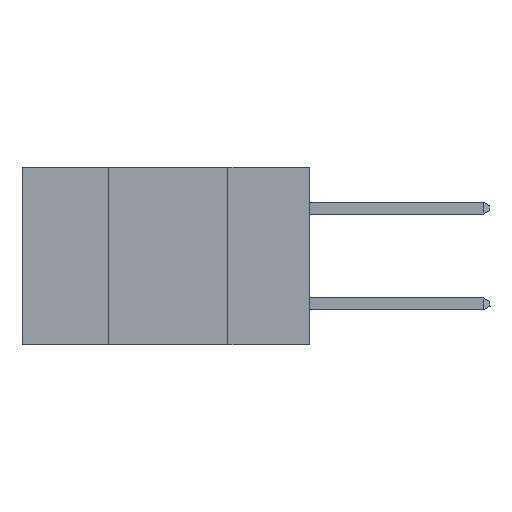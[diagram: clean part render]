
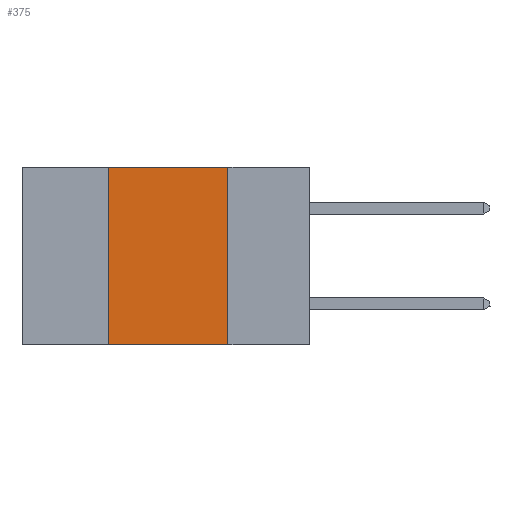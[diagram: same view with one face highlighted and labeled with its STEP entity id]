
A CAD part, left-side view. The second image highlights one B-rep face of the part: STEP entity #375.
In plain terms, the highlighted planar face has unit normal (-1, 0, 0).
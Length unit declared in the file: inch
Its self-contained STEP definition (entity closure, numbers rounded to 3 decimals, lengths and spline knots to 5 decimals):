
#246 = VERTEX_POINT ( 'NONE', #974 ) ;
#322 = EDGE_CURVE ( 'NONE', #5198, #13974, #12123, .T. ) ;
#375 = ADVANCED_FACE ( 'NONE', ( #4050 ), #713, .F. ) ;
#713 = PLANE ( 'NONE',  #12427 ) ;
#974 = CARTESIAN_POINT ( 'NONE',  ( 0., 0.42, -0.37 ) ) ;
#1147 = CARTESIAN_POINT ( 'NONE',  ( 0., 0.42, 0. ) ) ;
#2231 = EDGE_CURVE ( 'NONE', #246, #13974, #9128, .T. ) ;
#2824 = VECTOR ( 'NONE', #12182, 39.37008 ) ;
#3193 = DIRECTION ( 'NONE',  ( 1., 0., 0. ) ) ;
#3439 = DIRECTION ( 'NONE',  ( 0., -1., 0. ) ) ;
#4050 = FACE_OUTER_BOUND ( 'NONE', #5754, .T. ) ;
#4921 = VECTOR ( 'NONE', #6345, 39.37008 ) ;
#5198 = VERTEX_POINT ( 'NONE', #16034 ) ;
#5439 = VECTOR ( 'NONE', #14984, 39.37008 ) ;
#5754 = EDGE_LOOP ( 'NONE', ( #11246, #6270, #8863, #12776 ) ) ;
#6270 = ORIENTED_EDGE ( 'NONE', *, *, #11318, .F. ) ;
#6345 = DIRECTION ( 'NONE',  ( 0., 0., 1. ) ) ;
#6959 = DIRECTION ( 'NONE',  ( 0., 0., -1. ) ) ;
#8161 = VERTEX_POINT ( 'NONE', #1147 ) ;
#8863 = ORIENTED_EDGE ( 'NONE', *, *, #14071, .F. ) ;
#8899 = LINE ( 'NONE', #12135, #2824 ) ;
#9128 = LINE ( 'NONE', #11090, #15405 ) ;
#9554 = CARTESIAN_POINT ( 'NONE',  ( 0., 0.6, 0. ) ) ;
#11090 = CARTESIAN_POINT ( 'NONE',  ( 0., 0.6, -0.37 ) ) ;
#11246 = ORIENTED_EDGE ( 'NONE', *, *, #322, .F. ) ;
#11252 = CARTESIAN_POINT ( 'NONE',  ( 0., 0.42, 0. ) ) ;
#11318 = EDGE_CURVE ( 'NONE', #8161, #5198, #8899, .T. ) ;
#12123 = LINE ( 'NONE', #13444, #5439 ) ;
#12135 = CARTESIAN_POINT ( 'NONE',  ( 0., 0.6, 0. ) ) ;
#12182 = DIRECTION ( 'NONE',  ( 0., -1., 0. ) ) ;
#12427 = AXIS2_PLACEMENT_3D ( 'NONE', #9554, #3193, #6959 ) ;
#12776 = ORIENTED_EDGE ( 'NONE', *, *, #2231, .T. ) ;
#13444 = CARTESIAN_POINT ( 'NONE',  ( 0., 0.17, 0. ) ) ;
#13974 = VERTEX_POINT ( 'NONE', #15001 ) ;
#14071 = EDGE_CURVE ( 'NONE', #246, #8161, #14534, .T. ) ;
#14534 = LINE ( 'NONE', #11252, #4921 ) ;
#14984 = DIRECTION ( 'NONE',  ( 0., 0., -1. ) ) ;
#15001 = CARTESIAN_POINT ( 'NONE',  ( 0., 0.17, -0.37 ) ) ;
#15405 = VECTOR ( 'NONE', #3439, 39.37008 ) ;
#16034 = CARTESIAN_POINT ( 'NONE',  ( 0., 0.17, 0. ) ) ;
